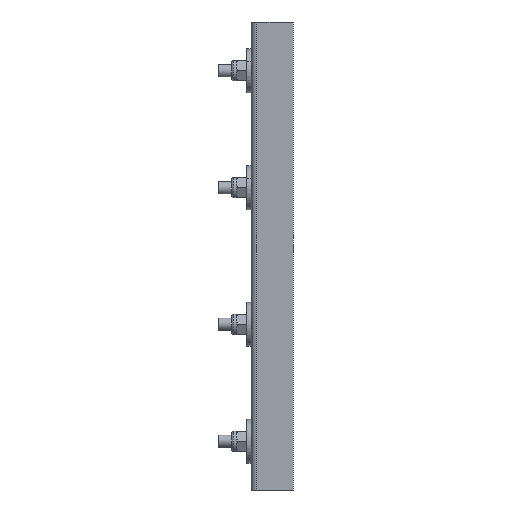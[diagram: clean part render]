
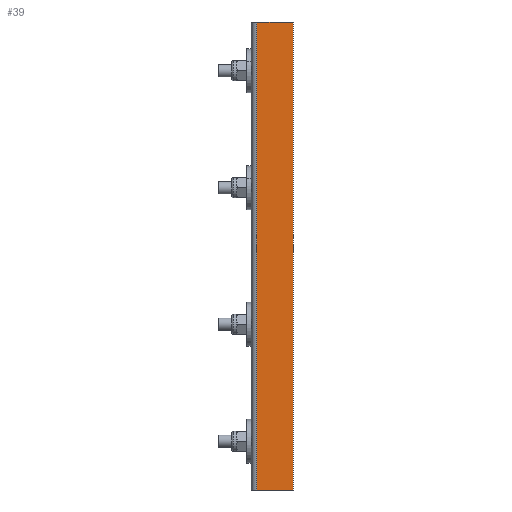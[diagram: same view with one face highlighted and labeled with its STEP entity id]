
A CAD part, front view. The second image highlights one B-rep face of the part: STEP entity #39.
In plain terms, the highlighted planar face has unit normal (0, -1, 0).
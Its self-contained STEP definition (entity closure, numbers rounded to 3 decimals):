
#37 = VERTEX_POINT ( 'NONE', #2492 ) ;
#39 = ADVANCED_FACE ( 'NONE', ( #1912 ), #1178, .T. ) ;
#76 = CARTESIAN_POINT ( 'NONE',  ( 0., -29.25, 150. ) ) ;
#91 = ORIENTED_EDGE ( 'NONE', *, *, #2035, .T. ) ;
#107 = CARTESIAN_POINT ( 'NONE',  ( 25., -29.25, -150. ) ) ;
#142 = CARTESIAN_POINT ( 'NONE',  ( 25., -29.25, 150. ) ) ;
#188 = DIRECTION ( 'NONE',  ( 0., 0., -1. ) ) ;
#417 = CARTESIAN_POINT ( 'NONE',  ( 25., -29.25, 150. ) ) ;
#459 = AXIS2_PLACEMENT_3D ( 'NONE', #76, #2064, #754 ) ;
#501 = VERTEX_POINT ( 'NONE', #142 ) ;
#623 = VECTOR ( 'NONE', #188, 1000. ) ;
#684 = EDGE_CURVE ( 'NONE', #780, #2296, #2274, .T. ) ;
#734 = DIRECTION ( 'NONE',  ( -1., 0., 0. ) ) ;
#754 = DIRECTION ( 'NONE',  ( 1., 0., 0. ) ) ;
#780 = VERTEX_POINT ( 'NONE', #107 ) ;
#846 = ORIENTED_EDGE ( 'NONE', *, *, #2799, .T. ) ;
#900 = DIRECTION ( 'NONE',  ( -1., 0., 0. ) ) ;
#907 = ORIENTED_EDGE ( 'NONE', *, *, #2833, .F. ) ;
#1060 = LINE ( 'NONE', #417, #2160 ) ;
#1178 = PLANE ( 'NONE',  #459 ) ;
#1217 = LINE ( 'NONE', #1341, #1739 ) ;
#1341 = CARTESIAN_POINT ( 'NONE',  ( 0., -29.25, 150. ) ) ;
#1387 = ORIENTED_EDGE ( 'NONE', *, *, #684, .F. ) ;
#1619 = VECTOR ( 'NONE', #734, 1000. ) ;
#1739 = VECTOR ( 'NONE', #900, 1000. ) ;
#1912 = FACE_OUTER_BOUND ( 'NONE', #2540, .T. ) ;
#2035 = EDGE_CURVE ( 'NONE', #501, #37, #1217, .T. ) ;
#2064 = DIRECTION ( 'NONE',  ( 0., -1., 0. ) ) ;
#2160 = VECTOR ( 'NONE', #2169, 1000. ) ;
#2169 = DIRECTION ( 'NONE',  ( 0., 0., -1. ) ) ;
#2269 = CARTESIAN_POINT ( 'NONE',  ( 0., -29.25, -150. ) ) ;
#2274 = LINE ( 'NONE', #2269, #1619 ) ;
#2296 = VERTEX_POINT ( 'NONE', #2762 ) ;
#2492 = CARTESIAN_POINT ( 'NONE',  ( 1.5, -29.25, 150. ) ) ;
#2540 = EDGE_LOOP ( 'NONE', ( #1387, #907, #91, #846 ) ) ;
#2762 = CARTESIAN_POINT ( 'NONE',  ( 1.5, -29.25, -150. ) ) ;
#2799 = EDGE_CURVE ( 'NONE', #37, #2296, #2826, .T. ) ;
#2826 = LINE ( 'NONE', #2838, #623 ) ;
#2833 = EDGE_CURVE ( 'NONE', #501, #780, #1060, .T. ) ;
#2838 = CARTESIAN_POINT ( 'NONE',  ( 1.5, -29.25, 150. ) ) ;
